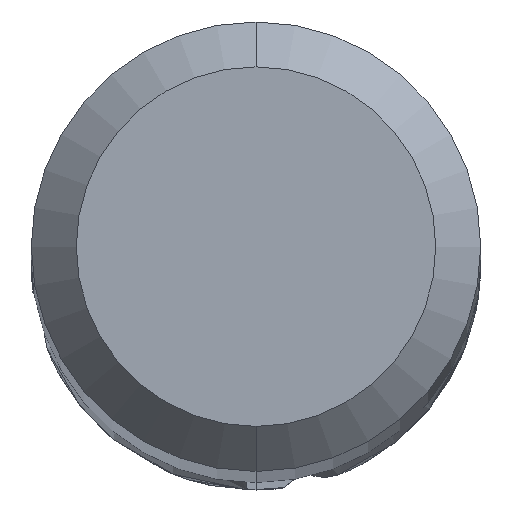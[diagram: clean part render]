
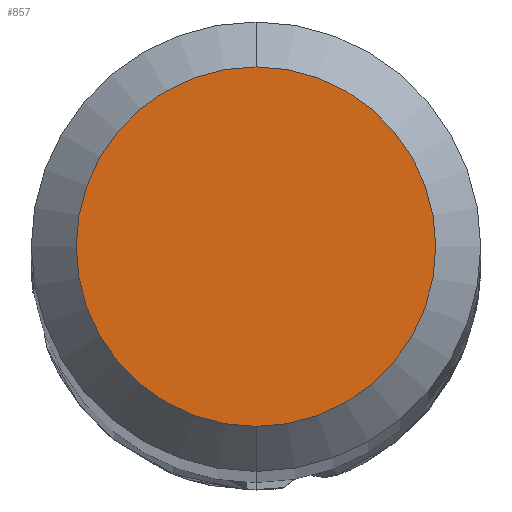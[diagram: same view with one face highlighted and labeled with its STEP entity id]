
A CAD part, top view. The second image highlights one B-rep face of the part: STEP entity #857.
In plain terms, the highlighted planar face has unit normal (0, 0, 1).
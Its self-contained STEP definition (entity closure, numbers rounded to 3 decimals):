
#759=VERTEX_POINT('',#1888);
#839=VERTEX_POINT('',#1975);
#857=ADVANCED_FACE('',(#1993),#1994,.T.);
#1315=EDGE_CURVE('',#839,#759,#2492,.T.);
#1529=EDGE_CURVE('',#759,#839,#2727,.T.);
#1888=CARTESIAN_POINT('',(0.,-1.2,0.0));
#1975=CARTESIAN_POINT('',(0.0,1.2,0.0));
#1993=FACE_OUTER_BOUND('',#4513,.T.);
#1994=PLANE('',#4514);
#2492=CIRCLE('',#7145,1.2);
#2727=CIRCLE('',#8694,1.2);
#4513=EDGE_LOOP('',(#9695,#9696));
#4514=AXIS2_PLACEMENT_3D('',#9697,#9698,#9699);
#7145=AXIS2_PLACEMENT_3D('',#10183,#10184,#10185);
#8694=AXIS2_PLACEMENT_3D('',#10396,#10397,#10398);
#9695=ORIENTED_EDGE('',*,*,#1315,.F.);
#9696=ORIENTED_EDGE('',*,*,#1529,.F.);
#9697=CARTESIAN_POINT('',(0.0,0.6,0.0));
#9698=DIRECTION('',(-0.0,0.0,1.0));
#9699=DIRECTION('',(0.0,-1.0,0.0));
#10183=CARTESIAN_POINT('',(0.0,0.0,0.0));
#10184=DIRECTION('',(0.0,0.0,-1.0));
#10185=DIRECTION('',(0.0,1.0,0.0));
#10396=CARTESIAN_POINT('',(0.0,0.0,0.0));
#10397=DIRECTION('',(0.0,0.0,-1.0));
#10398=DIRECTION('',(0.0,1.0,0.0));
